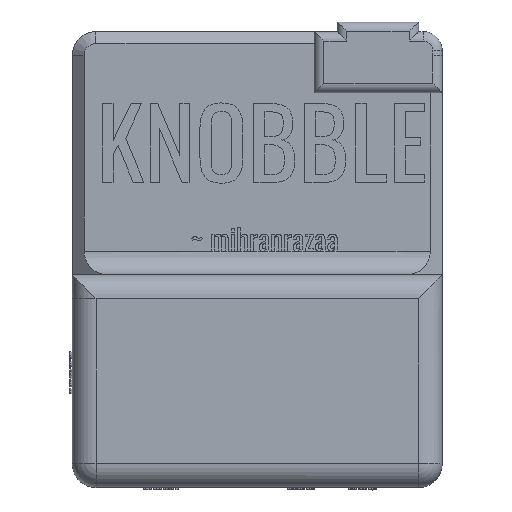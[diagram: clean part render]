
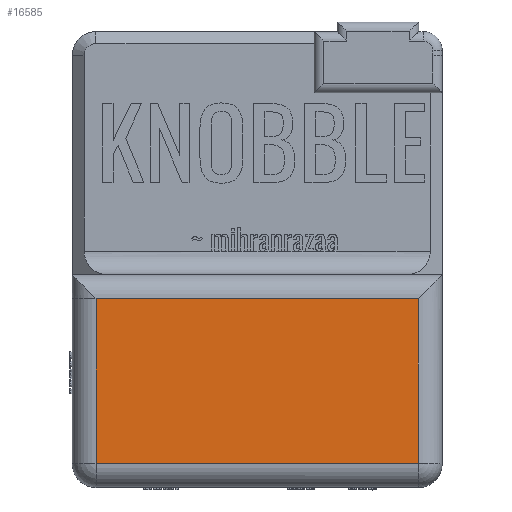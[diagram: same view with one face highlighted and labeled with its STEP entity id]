
A CAD part, top view. The second image highlights one B-rep face of the part: STEP entity #16585.
In plain terms, the highlighted planar face has unit normal (0, 0, 1).
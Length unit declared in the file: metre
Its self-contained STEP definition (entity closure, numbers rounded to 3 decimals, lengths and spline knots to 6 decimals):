
#2457=ORIENTED_EDGE('',*,*,#7584,.T.);
#2458=ORIENTED_EDGE('',*,*,#7585,.T.);
#2459=ORIENTED_EDGE('',*,*,#7586,.T.);
#2460=ORIENTED_EDGE('',*,*,#7587,.T.);
#7584=EDGE_CURVE('',#10146,#10147,#11476,.F.);
#7585=EDGE_CURVE('',#10147,#10148,#11477,.F.);
#7586=EDGE_CURVE('',#10148,#10149,#11478,.F.);
#7587=EDGE_CURVE('',#10149,#10146,#11479,.T.);
#10146=VERTEX_POINT('',#24851);
#10147=VERTEX_POINT('',#24852);
#10148=VERTEX_POINT('',#24854);
#10149=VERTEX_POINT('',#24856);
#11476=LINE('',#24850,#12989);
#11477=LINE('',#24853,#12990);
#11478=LINE('',#24855,#12991);
#11479=LINE('',#24857,#12992);
#12989=VECTOR('',#19763,1.);
#12990=VECTOR('',#19764,1.);
#12991=VECTOR('',#19765,1.);
#12992=VECTOR('',#19766,1.);
#14195=EDGE_LOOP('',(#2457,#2458,#2459,#2460));
#15207=FACE_BOUND('',#14195,.T.);
#16185=PLANE('',#17783);
#16585=ADVANCED_FACE('',(#15207),#16185,.T.);
#17783=AXIS2_PLACEMENT_3D('',#24849,#19761,#19762);
#19761=DIRECTION('',(0.,0.,1.));
#19762=DIRECTION('',(1.,0.,0.));
#19763=DIRECTION('',(0.,1.,0.));
#19764=DIRECTION('',(-1.,0.,0.));
#19765=DIRECTION('',(0.,-1.,0.));
#19766=DIRECTION('',(-1.,0.,0.));
#24849=CARTESIAN_POINT('',(0.033815,0.043792,0.028));
#24850=CARTESIAN_POINT('',(0.00001,0.043792,0.028));
#24851=CARTESIAN_POINT('',(0.00001,0.034581,0.028));
#24852=CARTESIAN_POINT('',(0.00001,-0.000019,0.028));
#24853=CARTESIAN_POINT('',(0.033804,-0.000028,0.028));
#24854=CARTESIAN_POINT('',(0.067639,-0.000037,0.028));
#24855=CARTESIAN_POINT('',(0.067639,0.043792,0.028));
#24856=CARTESIAN_POINT('',(0.067639,0.034581,0.028));
#24857=CARTESIAN_POINT('',(-0.004991,0.034581,0.028));
